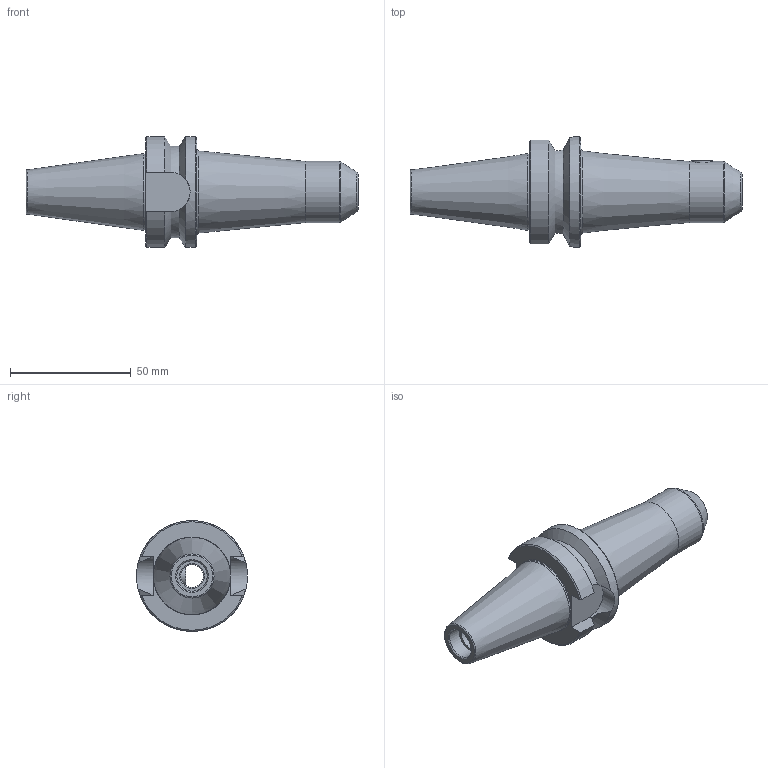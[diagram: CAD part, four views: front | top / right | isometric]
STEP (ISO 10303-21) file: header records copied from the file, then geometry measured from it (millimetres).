
FILE_DESCRIPTION(/* description */ (''),/* implementation_level */ '2;1');
FILE_NAME(/* name */ 'BT30 EM.375-3.5DT.step',/* time_stamp */ '2026-02-20T16:59:20-06:00',/* author */ (''),/* organization */ (''),/* preprocessor_version */ 'ST-DEVELOPER v20.1',/* originating_system */ 'Autodesk Translation Framework v14.24.0.0',/* authorisation */ '');
FILE_SCHEMA (('AUTOMOTIVE_DESIGN { 1 0 10303 214 3 1 1 }'));
Length unit declared in the file: inch
Products named in the file (3): BT30 DUAL CONTACT TEMPLATE FINALIZED; (Unsaved); BT30 SF.250-3.75 v3
Assembly tree (2 placements, depth 3):
  BT30 DUAL CONTACT TEMPLATE FINALIZED
    (Unsaved)
      BT30 SF.250-3.75 v3
Bounding box: 137.41 x 45.92 x 45.92 mm (x, y, z)
Volume: 83807 mm3; surface area: 19728.7 mm2
Topology: 1 solids, 1 shells, 56 faces, 135 edges, 87 vertices
Faces by surface type: plane 22, cylinder 16, cone 14, torus 4
Full cylindrical faces by diameter (mm): 8.382 x1, 9.525 x1, 10.16 x1, 11.049 x1, 12.548 x1, 25.324 x1, 31.75 x1, 45.923 x1
Entity records: 1897 total; most frequent: CARTESIAN_POINT 443, DIRECTION 296, ORIENTED_EDGE 270, EDGE_CURVE 135, AXIS2_PLACEMENT_3D 120, VERTEX_POINT 87, EDGE_LOOP 64, CIRCLE 59
